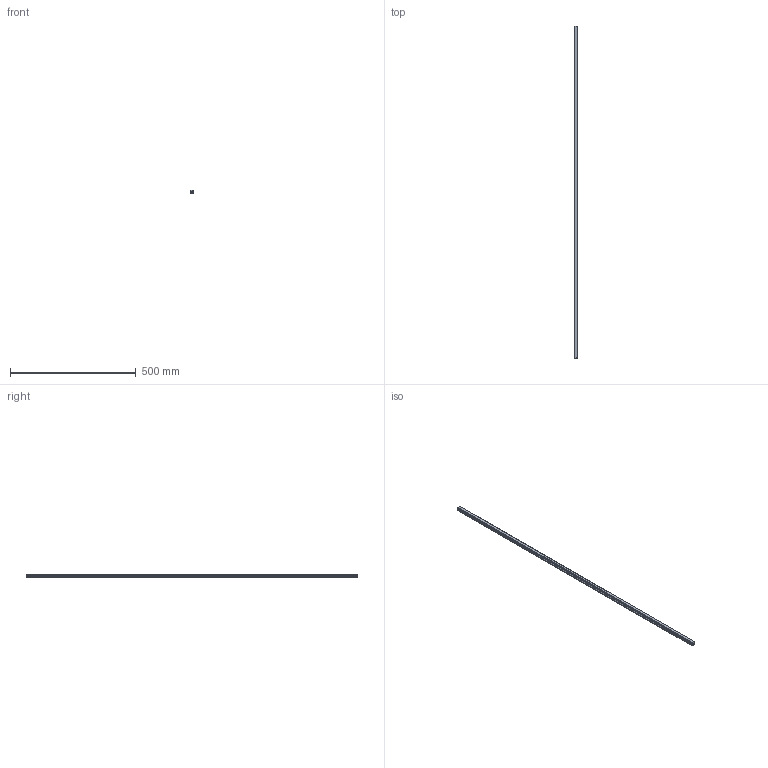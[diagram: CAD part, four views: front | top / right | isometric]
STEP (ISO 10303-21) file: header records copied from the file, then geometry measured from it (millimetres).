
FILE_DESCRIPTION(('STEP AP214'),'1');
FILE_NAME('cctmp_C5223432-3D21-4B55-898E-D492290707FC_2021_01_19_13_53_23_0894..stp','2021-01-19T12:53:24',('HIWIN GmbH'),('CADClick - www.CADClick.com'),'Spatial InterOp 3D',' ','unknown authorization');
FILE_SCHEMA(('AUTOMOTIVE_DESIGN'));
Length unit declared in the file: millimetre
Products named in the file (1): HGR15T1320C_FILE
Bounding box: 15 x 1320 x 15 mm (x, y, z)
Volume: 247780.4 mm3; surface area: 83940.5 mm2
Topology: 1 solids, 1 shells, 203 faces, 547 edges, 328 vertices
Faces by surface type: plane 89, cylinder 70, cone 44
Entity records: 7649 total; most frequent: DIRECTION 1051, CARTESIAN_POINT 1035, ORIENTED_EDGE 1006, EDGE_CURVE 503, LINE 363, VECTOR 363, AXIS2_PLACEMENT_3D 344, VERTEX_POINT 328
